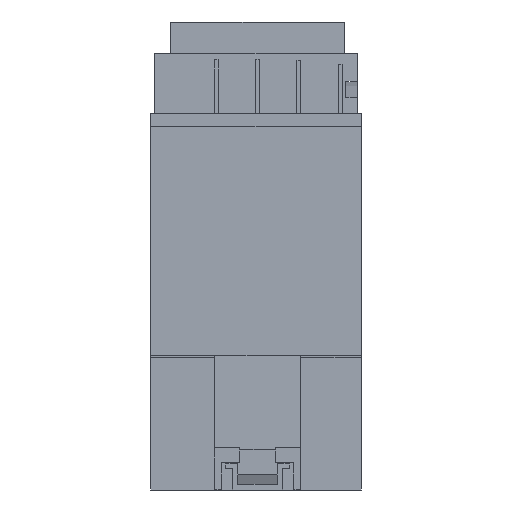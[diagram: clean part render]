
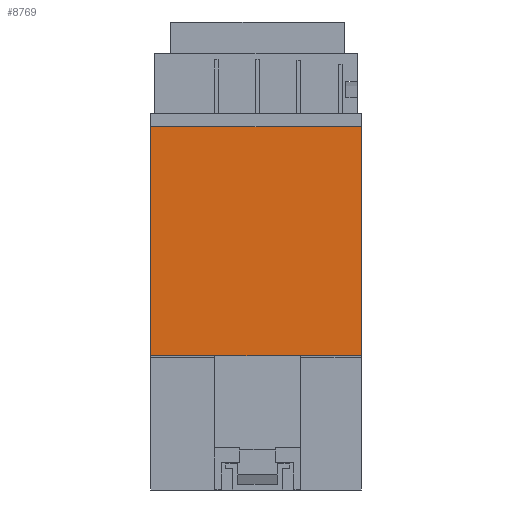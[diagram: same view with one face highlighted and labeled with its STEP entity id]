
A CAD part, front view. The second image highlights one B-rep face of the part: STEP entity #8769.
In plain terms, the highlighted planar face has unit normal (0, -1, 0).
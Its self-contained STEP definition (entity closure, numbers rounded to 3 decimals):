
#556=DIRECTION('',(0.,0.,1.));
#557=VECTOR('',#556,58.604);
#558=CARTESIAN_POINT('',(54.,-13.583,34.437));
#559=LINE('',#558,#557);
#628=DIRECTION('',(0.,0.,1.));
#629=VECTOR('',#628,58.604);
#630=CARTESIAN_POINT('',(0.,-13.583,34.437));
#631=LINE('',#630,#629);
#2502=DIRECTION('',(1.,0.,0.));
#2503=VECTOR('',#2502,54.);
#2504=CARTESIAN_POINT('',(0.,-13.583,93.041));
#2505=LINE('',#2504,#2503);
#2506=DIRECTION('',(-1.,0.,0.));
#2507=VECTOR('',#2506,21.895);
#2508=CARTESIAN_POINT('',(38.347,-13.583,34.437));
#2509=LINE('',#2508,#2507);
#2510=DIRECTION('',(1.,0.,0.));
#2511=VECTOR('',#2510,16.453);
#2512=CARTESIAN_POINT('',(0.,-13.583,34.437));
#2513=LINE('',#2512,#2511);
#2514=DIRECTION('',(1.,0.,0.));
#2515=VECTOR('',#2514,15.653);
#2516=CARTESIAN_POINT('',(38.347,-13.583,34.437));
#2517=LINE('',#2516,#2515);
#4209=CARTESIAN_POINT('',(0.,-13.583,34.437));
#4211=VERTEX_POINT('',#4209);
#4212=CARTESIAN_POINT('',(0.,-13.583,93.041));
#4213=VERTEX_POINT('',#4212);
#4253=CARTESIAN_POINT('',(54.,-13.583,34.437));
#4255=VERTEX_POINT('',#4253);
#4256=CARTESIAN_POINT('',(54.,-13.583,93.041));
#4257=VERTEX_POINT('',#4256);
#4825=CARTESIAN_POINT('',(16.453,-13.583,34.437));
#4826=VERTEX_POINT('',#4825);
#4827=CARTESIAN_POINT('',(38.347,-13.583,34.437));
#4828=VERTEX_POINT('',#4827);
#8753=CARTESIAN_POINT('',(0.,-13.583,34.437));
#8754=DIRECTION('',(0.,-1.,0.));
#8755=DIRECTION('',(0.,0.,1.));
#8756=AXIS2_PLACEMENT_3D('',#8753,#8754,#8755);
#8757=PLANE('',#8756);
#8759=ORIENTED_EDGE('',*,*,#8758,.T.);
#8761=ORIENTED_EDGE('',*,*,#8760,.F.);
#8762=ORIENTED_EDGE('',*,*,#6025,.T.);
#8763=ORIENTED_EDGE('',*,*,#8748,.T.);
#8764=ORIENTED_EDGE('',*,*,#5964,.F.);
#8766=ORIENTED_EDGE('',*,*,#8765,.F.);
#8767=EDGE_LOOP('',(#8759,#8761,#8762,#8763,#8764,#8766));
#8768=FACE_OUTER_BOUND('',#8767,.F.);
#5964=EDGE_CURVE('',#4255,#4257,#559,.T.);
#6025=EDGE_CURVE('',#4211,#4213,#631,.T.);
#8748=EDGE_CURVE('',#4213,#4257,#2505,.T.);
#8758=EDGE_CURVE('',#4828,#4826,#2509,.T.);
#8760=EDGE_CURVE('',#4211,#4826,#2513,.T.);
#8765=EDGE_CURVE('',#4828,#4255,#2517,.T.);
#8769=ADVANCED_FACE('',(#8768),#8757,.T.);
